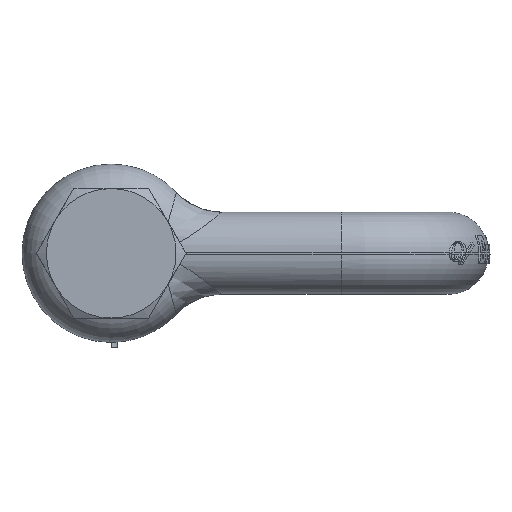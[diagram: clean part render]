
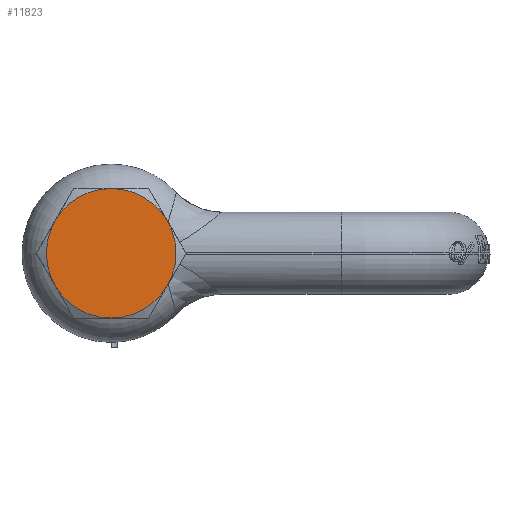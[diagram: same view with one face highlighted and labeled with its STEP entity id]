
A CAD part, left-side view. The second image highlights one B-rep face of the part: STEP entity #11823.
In plain terms, the highlighted planar face has unit normal (-1, 0, 0).
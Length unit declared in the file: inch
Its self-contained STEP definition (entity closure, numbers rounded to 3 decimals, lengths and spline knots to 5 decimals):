
#5304=CARTESIAN_POINT('',(-6.315,0.,0.));
#5305=DIRECTION('',(-1.,0.,0.));
#5306=DIRECTION('',(0.,0.,-1.));
#5307=AXIS2_PLACEMENT_3D('',#5304,#5305,#5306);
#5309=CARTESIAN_POINT('',(-6.315,0.,0.));
#5310=DIRECTION('',(-1.,0.,0.));
#5311=DIRECTION('',(0.,0.866,-0.5));
#5312=AXIS2_PLACEMENT_3D('',#5309,#5310,#5311);
#5314=CARTESIAN_POINT('',(-6.315,0.,0.));
#5315=DIRECTION('',(-1.,0.,0.));
#5316=DIRECTION('',(0.,0.866,0.5));
#5317=AXIS2_PLACEMENT_3D('',#5314,#5315,#5316);
#5319=CARTESIAN_POINT('',(-6.315,0.,0.));
#5320=DIRECTION('',(-1.,0.,0.));
#5321=DIRECTION('',(0.,0.,1.));
#5322=AXIS2_PLACEMENT_3D('',#5319,#5320,#5321);
#5324=CARTESIAN_POINT('',(-6.315,0.,0.));
#5325=DIRECTION('',(-1.,0.,0.));
#5326=DIRECTION('',(0.,-0.866,0.5));
#5327=AXIS2_PLACEMENT_3D('',#5324,#5325,#5326);
#5329=CARTESIAN_POINT('',(-6.315,0.,0.));
#5330=DIRECTION('',(-1.,0.,0.));
#5331=DIRECTION('',(0.,-0.866,-0.5));
#5332=AXIS2_PLACEMENT_3D('',#5329,#5330,#5331);
#6676=CARTESIAN_POINT('',(-6.315,0.,-2.0625));
#6677=CARTESIAN_POINT('',(-6.315,-1.78618,-1.03125));
#6678=VERTEX_POINT('',#6676);
#6679=VERTEX_POINT('',#6677);
#6680=CARTESIAN_POINT('',(-6.315,-1.78618,1.03125));
#6681=VERTEX_POINT('',#6680);
#6682=CARTESIAN_POINT('',(-6.315,0.,2.0625));
#6683=VERTEX_POINT('',#6682);
#6684=CARTESIAN_POINT('',(-6.315,1.78618,1.03125));
#6685=VERTEX_POINT('',#6684);
#6686=CARTESIAN_POINT('',(-6.315,1.78618,-1.03125));
#6687=VERTEX_POINT('',#6686);
#11807=CARTESIAN_POINT('',(-6.315,0.,0.));
#11808=DIRECTION('',(-1.,0.,0.));
#11809=DIRECTION('',(0.,0.,1.));
#11810=AXIS2_PLACEMENT_3D('',#11807,#11808,#11809);
#11811=PLANE('',#11810);
#11812=ORIENTED_EDGE('',*,*,#11775,.F.);
#11814=ORIENTED_EDGE('',*,*,#11813,.F.);
#11816=ORIENTED_EDGE('',*,*,#11815,.F.);
#11818=ORIENTED_EDGE('',*,*,#11817,.F.);
#11819=ORIENTED_EDGE('',*,*,#11802,.F.);
#11820=ORIENTED_EDGE('',*,*,#11788,.F.);
#11821=EDGE_LOOP('',(#11812,#11814,#11816,#11818,#11819,#11820));
#11822=FACE_OUTER_BOUND('',#11821,.F.);
#11823=ADVANCED_FACE('',(#11822),#11811,.T.);
#5308=CIRCLE('',#5307,2.0625);
#5313=CIRCLE('',#5312,2.0625);
#5318=CIRCLE('',#5317,2.0625);
#5323=CIRCLE('',#5322,2.0625);
#5328=CIRCLE('',#5327,2.0625);
#5333=CIRCLE('',#5332,2.0625);
#11775=EDGE_CURVE('',#6678,#6679,#5308,.T.);
#11788=EDGE_CURVE('',#6679,#6681,#5333,.T.);
#11802=EDGE_CURVE('',#6681,#6683,#5328,.T.);
#11813=EDGE_CURVE('',#6687,#6678,#5313,.T.);
#11815=EDGE_CURVE('',#6685,#6687,#5318,.T.);
#11817=EDGE_CURVE('',#6683,#6685,#5323,.T.);
